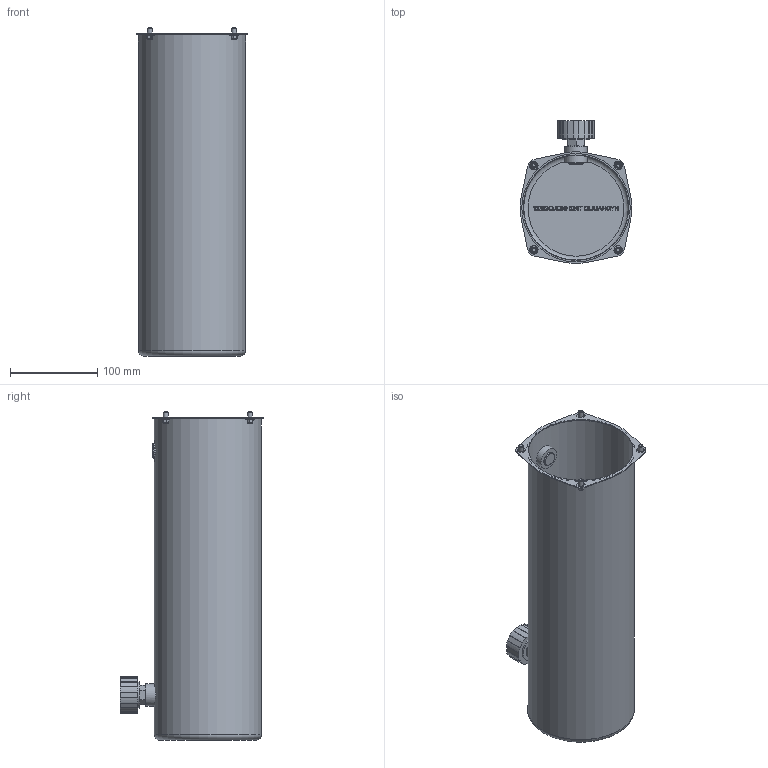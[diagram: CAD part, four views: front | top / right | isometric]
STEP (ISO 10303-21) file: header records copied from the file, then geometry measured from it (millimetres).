
FILE_DESCRIPTION (( 'STEP AP203' ), '1' );
FILE_NAME ('DER23096185 - KR15.STEP', '2024-08-06T09:07:44', ( '' ), ( '' ), 'SwSTEP 2.0', 'SolidWorks 2022', '' );
FILE_SCHEMA (( 'CONFIG_CONTROL_DESIGN' ));
Length unit declared in the file: millimetre
Products named in the file (1): DER23096185 - KR15
Bounding box: 127.62 x 164.04 x 375.67 mm (x, y, z)
Surface area: 304151.7 mm2 (no closed solid volume)
Topology: 0 solids, 12 shells, 229 faces, 835 edges, 640 vertices
Faces by surface type: plane 127, cylinder 67, torus 14, cone 11, bspline 10
Full cylindrical faces by diameter (mm): 5.37 x4, 9.601 x4, 25.4 x3, 29.972 x1, 119.738 x1, 120.647 x1, 122.552 x1
Entity records: 10175 total; most frequent: CARTESIAN_POINT 3682, ORIENTED_EDGE 1363, DIRECTION 1068, EDGE_CURVE 794, VERTEX_POINT 639, AXIS2_PLACEMENT_3D 389, EDGE_LOOP 325, B_SPLINE_CURVE_WITH_KNOTS 301
